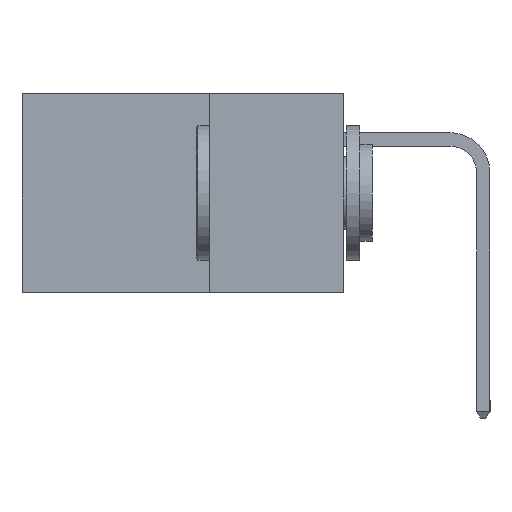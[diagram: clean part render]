
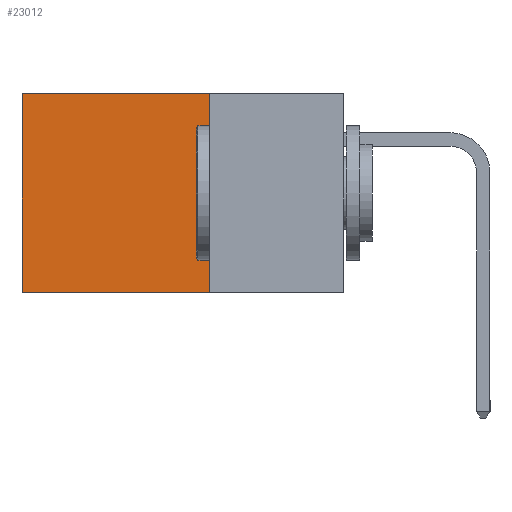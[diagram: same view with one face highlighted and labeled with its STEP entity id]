
A CAD part, left-side view. The second image highlights one B-rep face of the part: STEP entity #23012.
In plain terms, the highlighted planar face has unit normal (-1, 0, 0).
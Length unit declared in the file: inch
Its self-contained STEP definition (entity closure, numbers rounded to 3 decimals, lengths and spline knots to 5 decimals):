
#3 = PLANE ( 'NONE',  #25794 ) ;
#1692 = VECTOR ( 'NONE', #12130, 39.37008 ) ;
#1726 = VERTEX_POINT ( 'NONE', #14277 ) ;
#1902 = EDGE_CURVE ( 'NONE', #16499, #6939, #11467, .T. ) ;
#2244 = CARTESIAN_POINT ( 'NONE',  ( 0.2615, 0.25, -0.37 ) ) ;
#2992 = LINE ( 'NONE', #25745, #1692 ) ;
#4331 = DIRECTION ( 'NONE',  ( 0., 0., -1. ) ) ;
#4727 = CARTESIAN_POINT ( 'NONE',  ( 0.2615, 0.6, -0.37 ) ) ;
#5533 = CARTESIAN_POINT ( 'NONE',  ( 0.2615, 0.25, 0. ) ) ;
#6939 = VERTEX_POINT ( 'NONE', #17556 ) ;
#8811 = DIRECTION ( 'NONE',  ( 0., 0., -1. ) ) ;
#9206 = DIRECTION ( 'NONE',  ( 0., 1., 0. ) ) ;
#9624 = EDGE_LOOP ( 'NONE', ( #22990, #13679, #15965, #15417 ) ) ;
#11467 = LINE ( 'NONE', #22724, #21372 ) ;
#12130 = DIRECTION ( 'NONE',  ( 0., 1., 0. ) ) ;
#13584 = VECTOR ( 'NONE', #8811, 39.37008 ) ;
#13679 = ORIENTED_EDGE ( 'NONE', *, *, #15479, .F. ) ;
#14191 = VERTEX_POINT ( 'NONE', #16843 ) ;
#14277 = CARTESIAN_POINT ( 'NONE',  ( 0.2615, 0.6, -0.37 ) ) ;
#15417 = ORIENTED_EDGE ( 'NONE', *, *, #18903, .T. ) ;
#15479 = EDGE_CURVE ( 'NONE', #6939, #1726, #25677, .T. ) ;
#15965 = ORIENTED_EDGE ( 'NONE', *, *, #1902, .F. ) ;
#16476 = DIRECTION ( 'NONE',  ( 1., 0., 0. ) ) ;
#16499 = VERTEX_POINT ( 'NONE', #5533 ) ;
#16843 = CARTESIAN_POINT ( 'NONE',  ( 0.2615, 0.6, 0. ) ) ;
#17556 = CARTESIAN_POINT ( 'NONE',  ( 0.2615, 0.25, -0.37 ) ) ;
#18716 = EDGE_CURVE ( 'NONE', #14191, #1726, #23395, .T. ) ;
#18903 = EDGE_CURVE ( 'NONE', #16499, #14191, #2992, .T. ) ;
#20515 = VECTOR ( 'NONE', #9206, 39.37008 ) ;
#21151 = CARTESIAN_POINT ( 'NONE',  ( 0.2615, 0.25, -0.37 ) ) ;
#21372 = VECTOR ( 'NONE', #22905, 39.37008 ) ;
#21438 = FACE_OUTER_BOUND ( 'NONE', #9624, .T. ) ;
#22724 = CARTESIAN_POINT ( 'NONE',  ( 0.2615, 0.25, -0.37 ) ) ;
#22905 = DIRECTION ( 'NONE',  ( 0., 0., -1. ) ) ;
#22990 = ORIENTED_EDGE ( 'NONE', *, *, #18716, .T. ) ;
#23012 = ADVANCED_FACE ( 'NONE', ( #21438 ), #3, .F. ) ;
#23395 = LINE ( 'NONE', #4727, #13584 ) ;
#25677 = LINE ( 'NONE', #21151, #20515 ) ;
#25745 = CARTESIAN_POINT ( 'NONE',  ( 0.2615, 0.25, 0. ) ) ;
#25794 = AXIS2_PLACEMENT_3D ( 'NONE', #2244, #16476, #4331 ) ;
